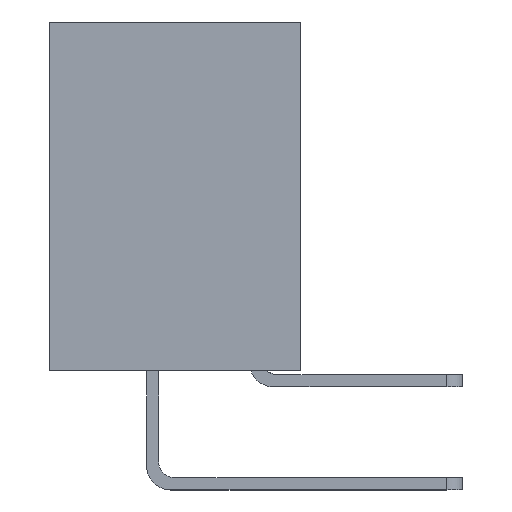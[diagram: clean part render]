
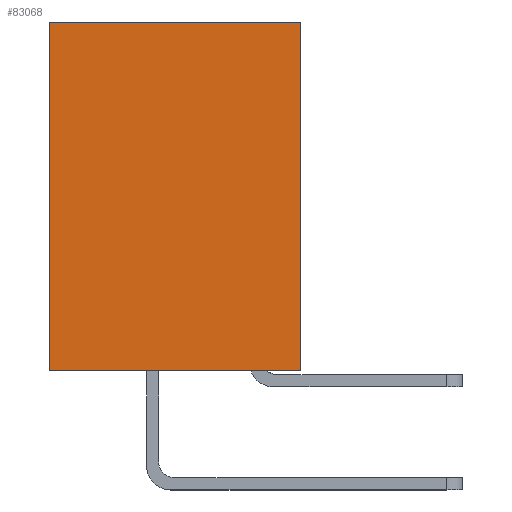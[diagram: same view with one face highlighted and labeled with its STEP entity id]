
A CAD part, front view. The second image highlights one B-rep face of the part: STEP entity #83068.
In plain terms, the highlighted planar face has unit normal (0, -1, 0).
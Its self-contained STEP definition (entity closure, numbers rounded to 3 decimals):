
#35=CARTESIAN_POINT('',(-1.55,-6.55,2.15));
#36=VERTEX_POINT('',#35);
#53=CARTESIAN_POINT('',(-1.55,-6.55,-2.15));
#54=VERTEX_POINT('',#53);
#61=CARTESIAN_POINT('',(-1.55,-6.55,-2.15));
#62=DIRECTION('',(0.,0.,1.));
#63=VECTOR('',#62,4.3);
#64=LINE('',#61,#63);
#65=EDGE_CURVE('',#54,#36,#64,.T.);
#75=CARTESIAN_POINT('',(1.55,-6.55,-2.15));
#76=VERTEX_POINT('',#75);
#93=CARTESIAN_POINT('',(1.55,-6.55,2.15));
#94=VERTEX_POINT('',#93);
#101=CARTESIAN_POINT('',(1.55,-6.55,2.15));
#102=DIRECTION('',(0.,0.,-1.));
#103=VECTOR('',#102,4.3);
#104=LINE('',#101,#103);
#105=EDGE_CURVE('',#94,#76,#104,.T.);
#116=CARTESIAN_POINT('',(1.55,-6.55,2.15));
#117=DIRECTION('',(-1.,0.,0.));
#118=VECTOR('',#117,3.1);
#119=LINE('',#116,#118);
#120=EDGE_CURVE('',#94,#36,#119,.T.);
#83052=CARTESIAN_POINT('',(0.,-6.55,-0.078));
#83053=DIRECTION('',(0.,0.,-1.));
#83054=DIRECTION('',(0.,-1.,0.));
#83055=AXIS2_PLACEMENT_3D('',#83052,#83054,#83053);
#83056=PLANE('',#83055);
#83057=ORIENTED_EDGE('',*,*,#120,.T.);
#83058=ORIENTED_EDGE('',*,*,#65,.F.);
#83059=CARTESIAN_POINT('',(1.55,-6.55,-2.15));
#83060=DIRECTION('',(-1.,0.,0.));
#83061=VECTOR('',#83060,3.1);
#83062=LINE('',#83059,#83061);
#83063=EDGE_CURVE('',#76,#54,#83062,.T.);
#83064=ORIENTED_EDGE('',*,*,#83063,.F.);
#83065=ORIENTED_EDGE('',*,*,#105,.F.);
#83066=EDGE_LOOP('',(#83057,#83058,#83064,#83065));
#83067=FACE_OUTER_BOUND('',#83066,.T.);
#83068=ADVANCED_FACE('',(#83067),#83056,.T.);
